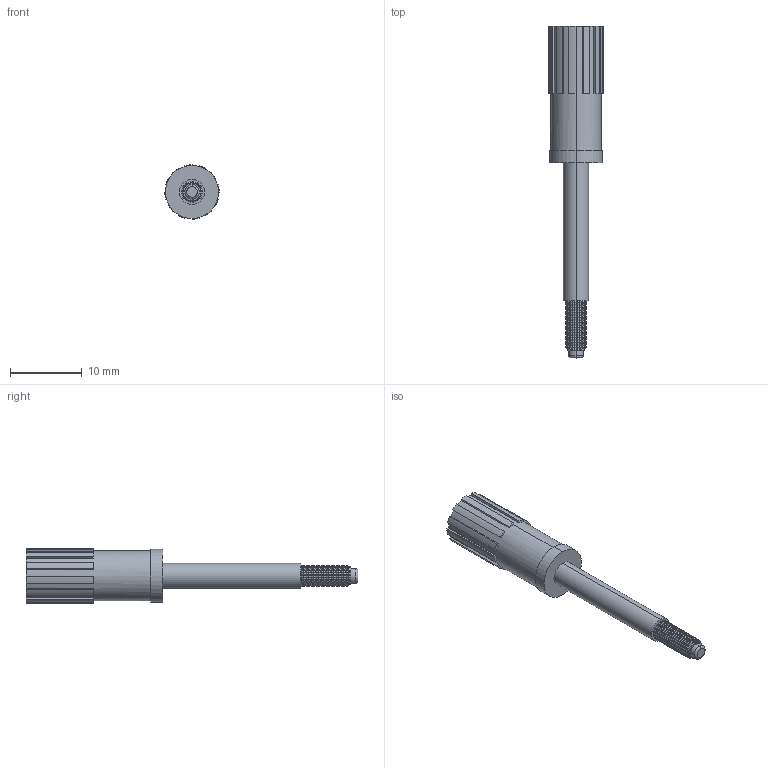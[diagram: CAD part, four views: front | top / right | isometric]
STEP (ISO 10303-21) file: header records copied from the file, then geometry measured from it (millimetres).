
FILE_DESCRIPTION (( 'STEP AP203' ), '1' );
FILE_NAME ('Üst Köprü Kovaný.STEP', '2020-03-19T08:44:12', ( '' ), ( '' ), 'SwSTEP 2.0', 'SolidWorks 2011', '' );
FILE_SCHEMA (( 'CONFIG_CONTROL_DESIGN' ));
Length unit declared in the file: millimetre
Products named in the file (1): Üst Köprü Kovaný
Bounding box: 7.6 x 46.4 x 7.6 mm (x, y, z)
Volume: 895 mm3; surface area: 1009.1 mm2
Topology: 1 solids, 1 shells, 277 faces, 762 edges, 492 vertices
Faces by surface type: bspline 118, cone 82, plane 51, cylinder 26
Entity records: 10479 total; most frequent: CARTESIAN_POINT 3308, DIRECTION 1632, ORIENTED_EDGE 1524, EDGE_CURVE 762, AXIS2_PLACEMENT_3D 712, CIRCLE 552, VERTEX_POINT 492, EDGE_LOOP 282
